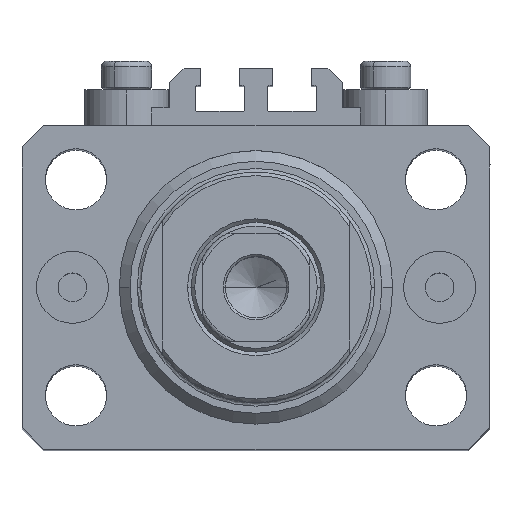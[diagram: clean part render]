
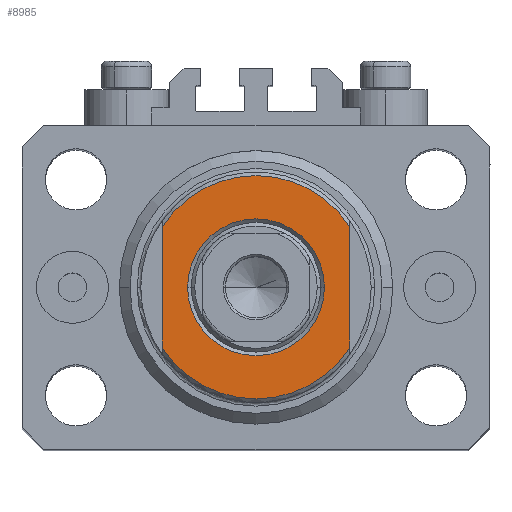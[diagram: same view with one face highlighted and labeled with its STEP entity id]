
A CAD part, top view. The second image highlights one B-rep face of the part: STEP entity #8985.
In plain terms, the highlighted face is planar.
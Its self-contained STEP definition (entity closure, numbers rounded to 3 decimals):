
#2316 = CARTESIAN_POINT ( 'NONE',  ( -13., 8.441, -6.5 ) ) ;
#2564 = DIRECTION ( 'NONE',  ( 0., 0., 1. ) ) ;
#3037 = CARTESIAN_POINT ( 'NONE',  ( 0., 0., -6.5 ) ) ;
#3534 = EDGE_CURVE ( 'NONE', #20529, #9257, #28806, .T. ) ;
#3544 = EDGE_CURVE ( 'NONE', #29692, #30207, #32607, .T. ) ;
#5218 = CARTESIAN_POINT ( 'NONE',  ( -9.5, 0., -6.5 ) ) ;
#5898 = CARTESIAN_POINT ( 'NONE',  ( -13., -43.081, -6.5 ) ) ;
#5952 = AXIS2_PLACEMENT_3D ( 'NONE', #29028, #43567, #10879 ) ;
#6795 = FACE_OUTER_BOUND ( 'NONE', #13324, .T. ) ;
#7029 = DIRECTION ( 'NONE',  ( -1., 0., 0. ) ) ;
#8657 = DIRECTION ( 'NONE',  ( -1., 0., 0. ) ) ;
#8985 = ADVANCED_FACE ( 'NONE', ( #35642, #6795 ), #21342, .T. ) ;
#9257 = VERTEX_POINT ( 'NONE', #5218 ) ;
#9356 = EDGE_CURVE ( 'NONE', #9257, #20529, #24523, .T. ) ;
#9684 = CARTESIAN_POINT ( 'NONE',  ( 13., -8.441, -6.5 ) ) ;
#9858 = VECTOR ( 'NONE', #41678, 1000. ) ;
#10879 = DIRECTION ( 'NONE',  ( -1., 0., 0. ) ) ;
#12701 = CARTESIAN_POINT ( 'NONE',  ( 0., 0., -6.5 ) ) ;
#13324 = EDGE_LOOP ( 'NONE', ( #18867, #42342, #34310, #25856 ) ) ;
#14177 = CARTESIAN_POINT ( 'NONE',  ( 0., 0., -6.5 ) ) ;
#15124 = VERTEX_POINT ( 'NONE', #2316 ) ;
#15473 = CARTESIAN_POINT ( 'NONE',  ( 9.5, 0., -6.5 ) ) ;
#18867 = ORIENTED_EDGE ( 'NONE', *, *, #33639, .T. ) ;
#18883 = AXIS2_PLACEMENT_3D ( 'NONE', #12701, #19633, #8657 ) ;
#19633 = DIRECTION ( 'NONE',  ( 0., 0., -1. ) ) ;
#19740 = LINE ( 'NONE', #5898, #9858 ) ;
#19980 = CARTESIAN_POINT ( 'NONE',  ( 13., -43.081, -6.5 ) ) ;
#20529 = VERTEX_POINT ( 'NONE', #15473 ) ;
#21342 = PLANE ( 'NONE',  #32860 ) ;
#22243 = VERTEX_POINT ( 'NONE', #27527 ) ;
#24521 = DIRECTION ( 'NONE',  ( -1., 0., 0. ) ) ;
#24523 = CIRCLE ( 'NONE', #34496, 9.5 ) ;
#24988 = VECTOR ( 'NONE', #34282, 1000. ) ;
#25113 = CARTESIAN_POINT ( 'NONE',  ( -13., -8.441, -6.5 ) ) ;
#25856 = ORIENTED_EDGE ( 'NONE', *, *, #35061, .F. ) ;
#27527 = CARTESIAN_POINT ( 'NONE',  ( 13., 8.441, -6.5 ) ) ;
#28732 = DIRECTION ( 'NONE',  ( 0., 0., -1. ) ) ;
#28740 = DIRECTION ( 'NONE',  ( 0., 0., -1. ) ) ;
#28806 = CIRCLE ( 'NONE', #5952, 9.5 ) ;
#29028 = CARTESIAN_POINT ( 'NONE',  ( 0., 0., -6.5 ) ) ;
#29215 = EDGE_LOOP ( 'NONE', ( #45887, #47104 ) ) ;
#29692 = VERTEX_POINT ( 'NONE', #9684 ) ;
#30207 = VERTEX_POINT ( 'NONE', #25113 ) ;
#30359 = AXIS2_PLACEMENT_3D ( 'NONE', #32768, #28732, #39464 ) ;
#31374 = EDGE_CURVE ( 'NONE', #22243, #29692, #41677, .T. ) ;
#32607 = CIRCLE ( 'NONE', #18883, 15.5 ) ;
#32768 = CARTESIAN_POINT ( 'NONE',  ( 0., 0., -6.5 ) ) ;
#32860 = AXIS2_PLACEMENT_3D ( 'NONE', #14177, #28740, #7029 ) ;
#33639 = EDGE_CURVE ( 'NONE', #15124, #22243, #35702, .T. ) ;
#34282 = DIRECTION ( 'NONE',  ( 0., -1., 0. ) ) ;
#34310 = ORIENTED_EDGE ( 'NONE', *, *, #3544, .T. ) ;
#34496 = AXIS2_PLACEMENT_3D ( 'NONE', #3037, #2564, #24521 ) ;
#35061 = EDGE_CURVE ( 'NONE', #15124, #30207, #19740, .T. ) ;
#35642 = FACE_BOUND ( 'NONE', #29215, .T. ) ;
#35702 = CIRCLE ( 'NONE', #30359, 15.5 ) ;
#39464 = DIRECTION ( 'NONE',  ( -1., 0., 0. ) ) ;
#41677 = LINE ( 'NONE', #19980, #24988 ) ;
#41678 = DIRECTION ( 'NONE',  ( 0., -1., 0. ) ) ;
#42342 = ORIENTED_EDGE ( 'NONE', *, *, #31374, .T. ) ;
#43567 = DIRECTION ( 'NONE',  ( 0., 0., 1. ) ) ;
#45887 = ORIENTED_EDGE ( 'NONE', *, *, #9356, .T. ) ;
#47104 = ORIENTED_EDGE ( 'NONE', *, *, #3534, .T. ) ;
